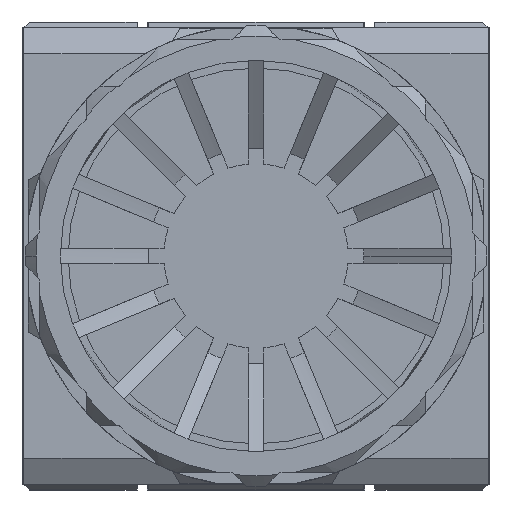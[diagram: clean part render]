
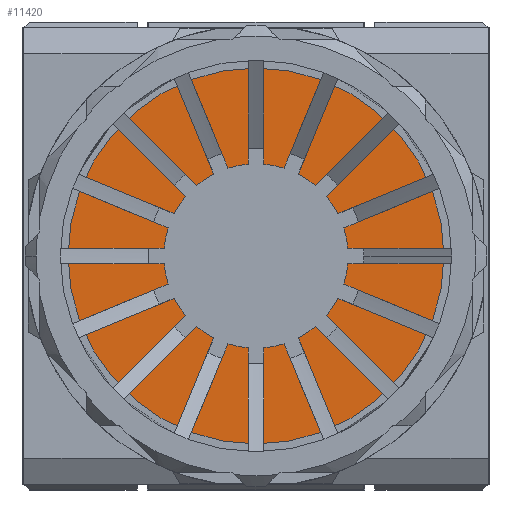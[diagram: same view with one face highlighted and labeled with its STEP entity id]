
A CAD part, front view. The second image highlights one B-rep face of the part: STEP entity #11420.
In plain terms, the highlighted planar face has unit normal (0, -1, 0).
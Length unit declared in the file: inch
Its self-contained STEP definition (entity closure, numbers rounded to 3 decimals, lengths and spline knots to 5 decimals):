
#349 = EDGE_CURVE ( 'NONE', #18192, #27033, #13419, .T. ) ;
#2504 = DIRECTION ( 'NONE',  ( 1., 0., 0. ) ) ;
#6696 = CARTESIAN_POINT ( 'NONE',  ( 0., -4.38976, 0. ) ) ;
#6698 = EDGE_LOOP ( 'NONE', ( #21293, #23031 ) ) ;
#7275 = DIRECTION ( 'NONE',  ( 0., -1., 0. ) ) ;
#8198 = CIRCLE ( 'NONE', #30350, 0.96457 ) ;
#8298 = CARTESIAN_POINT ( 'NONE',  ( 0., -4.38976, 0. ) ) ;
#8917 = CARTESIAN_POINT ( 'NONE',  ( 0., -4.38976, 0.96457 ) ) ;
#9970 = DIRECTION ( 'NONE',  ( 1., 0., 0. ) ) ;
#11420 = ADVANCED_FACE ( 'NONE', ( #35680 ), #29705, .F. ) ;
#13419 = CIRCLE ( 'NONE', #34476, 0.96457 ) ;
#15055 = DIRECTION ( 'NONE',  ( 0., 1., 0. ) ) ;
#18192 = VERTEX_POINT ( 'NONE', #24432 ) ;
#18689 = CARTESIAN_POINT ( 'NONE',  ( 0.96457, -4.38976, 0. ) ) ;
#21293 = ORIENTED_EDGE ( 'NONE', *, *, #30248, .T. ) ;
#23031 = ORIENTED_EDGE ( 'NONE', *, *, #349, .T. ) ;
#24432 = CARTESIAN_POINT ( 'NONE',  ( -0.96457, -4.38976, 0. ) ) ;
#27033 = VERTEX_POINT ( 'NONE', #18689 ) ;
#29705 = PLANE ( 'NONE',  #31009 ) ;
#30248 = EDGE_CURVE ( 'NONE', #27033, #18192, #8198, .T. ) ;
#30350 = AXIS2_PLACEMENT_3D ( 'NONE', #8298, #31795, #2504 ) ;
#31009 = AXIS2_PLACEMENT_3D ( 'NONE', #8917, #15055, #35505 ) ;
#31795 = DIRECTION ( 'NONE',  ( 0., -1., 0. ) ) ;
#34476 = AXIS2_PLACEMENT_3D ( 'NONE', #6696, #7275, #9970 ) ;
#35505 = DIRECTION ( 'NONE',  ( -1., 0., 0. ) ) ;
#35680 = FACE_OUTER_BOUND ( 'NONE', #6698, .T. ) ;
